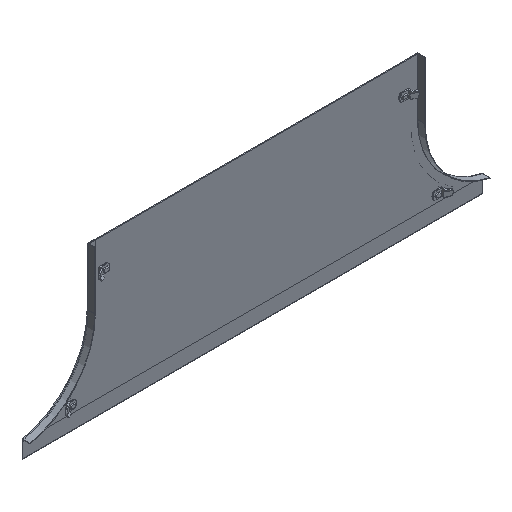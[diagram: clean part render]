
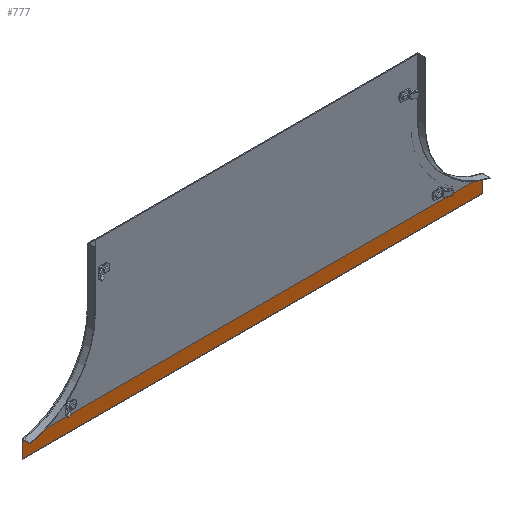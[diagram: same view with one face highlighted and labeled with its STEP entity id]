
A CAD part, isometric view. The second image highlights one B-rep face of the part: STEP entity #777.
In plain terms, the highlighted planar face has unit normal (0, -1, 0).
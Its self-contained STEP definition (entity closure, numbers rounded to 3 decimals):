
#44 = ORIENTED_EDGE ( 'NONE', *, *, #2375, .T. ) ;
#54 = EDGE_CURVE ( 'NONE', #2541, #3395, #3265, .T. ) ;
#60 = VECTOR ( 'NONE', #239, 1000. ) ;
#64 = AXIS2_PLACEMENT_3D ( 'NONE', #871, #3077, #1191 ) ;
#156 = VECTOR ( 'NONE', #1638, 1000. ) ;
#227 = CARTESIAN_POINT ( 'NONE',  ( 420.5, 0., -282. ) ) ;
#229 = VERTEX_POINT ( 'NONE', #3117 ) ;
#239 = DIRECTION ( 'NONE',  ( -1., 0., 0. ) ) ;
#477 = EDGE_LOOP ( 'NONE', ( #598, #44, #1516, #1963, #3321, #2276 ) ) ;
#598 = ORIENTED_EDGE ( 'NONE', *, *, #54, .F. ) ;
#626 = VECTOR ( 'NONE', #2236, 1000. ) ;
#777 = ADVANCED_FACE ( 'NONE', ( #1843 ), #3350, .T. ) ;
#862 = CARTESIAN_POINT ( 'NONE',  ( -420.5, 0., -254.914 ) ) ;
#871 = CARTESIAN_POINT ( 'NONE',  ( 450., 0., -104.529 ) ) ;
#998 = VECTOR ( 'NONE', #2492, 1000. ) ;
#1157 = CARTESIAN_POINT ( 'NONE',  ( 420.5, 0., -254.914 ) ) ;
#1191 = DIRECTION ( 'NONE',  ( 0., 0., -1. ) ) ;
#1193 = CARTESIAN_POINT ( 'NONE',  ( 420.5, 0., -254.914 ) ) ;
#1365 = LINE ( 'NONE', #1701, #626 ) ;
#1516 = ORIENTED_EDGE ( 'NONE', *, *, #2688, .T. ) ;
#1541 = VERTEX_POINT ( 'NONE', #2171 ) ;
#1581 = EDGE_CURVE ( 'NONE', #3395, #229, #1627, .T. ) ;
#1594 = VECTOR ( 'NONE', #3337, 1000. ) ;
#1619 = EDGE_CURVE ( 'NONE', #2830, #2681, #1365, .T. ) ;
#1626 = DIRECTION ( 'NONE',  ( -1., 0., 0. ) ) ;
#1627 = LINE ( 'NONE', #227, #60 ) ;
#1638 = DIRECTION ( 'NONE',  ( 0., 0., -1. ) ) ;
#1701 = CARTESIAN_POINT ( 'NONE',  ( -420.5, 0., -104.529 ) ) ;
#1741 = CARTESIAN_POINT ( 'NONE',  ( 420.5, 0., -282. ) ) ;
#1745 = LINE ( 'NONE', #3260, #998 ) ;
#1843 = FACE_OUTER_BOUND ( 'NONE', #477, .T. ) ;
#1863 = CARTESIAN_POINT ( 'NONE',  ( 450., 0., -254.5 ) ) ;
#1963 = ORIENTED_EDGE ( 'NONE', *, *, #1619, .F. ) ;
#2078 = LINE ( 'NONE', #1157, #1594 ) ;
#2171 = CARTESIAN_POINT ( 'NONE',  ( 420.5, 0., -254.5 ) ) ;
#2236 = DIRECTION ( 'NONE',  ( 0., 0., 1. ) ) ;
#2276 = ORIENTED_EDGE ( 'NONE', *, *, #1581, .F. ) ;
#2375 = EDGE_CURVE ( 'NONE', #2541, #1541, #2078, .T. ) ;
#2445 = LINE ( 'NONE', #1863, #2733 ) ;
#2470 = CARTESIAN_POINT ( 'NONE',  ( 420.5, 0., -281.529 ) ) ;
#2492 = DIRECTION ( 'NONE',  ( 0., 0., 1. ) ) ;
#2541 = VERTEX_POINT ( 'NONE', #1193 ) ;
#2681 = VERTEX_POINT ( 'NONE', #2945 ) ;
#2688 = EDGE_CURVE ( 'NONE', #1541, #2681, #2445, .T. ) ;
#2733 = VECTOR ( 'NONE', #1626, 1000. ) ;
#2798 = EDGE_CURVE ( 'NONE', #229, #2830, #1745, .T. ) ;
#2830 = VERTEX_POINT ( 'NONE', #862 ) ;
#2945 = CARTESIAN_POINT ( 'NONE',  ( -420.5, 0., -254.5 ) ) ;
#3077 = DIRECTION ( 'NONE',  ( 0., -1., 0. ) ) ;
#3117 = CARTESIAN_POINT ( 'NONE',  ( -420.5, 0., -282. ) ) ;
#3260 = CARTESIAN_POINT ( 'NONE',  ( -420.5, 0., -281.529 ) ) ;
#3265 = LINE ( 'NONE', #2470, #156 ) ;
#3321 = ORIENTED_EDGE ( 'NONE', *, *, #2798, .F. ) ;
#3337 = DIRECTION ( 'NONE',  ( 0., 0., 1. ) ) ;
#3350 = PLANE ( 'NONE',  #64 ) ;
#3395 = VERTEX_POINT ( 'NONE', #1741 ) ;
